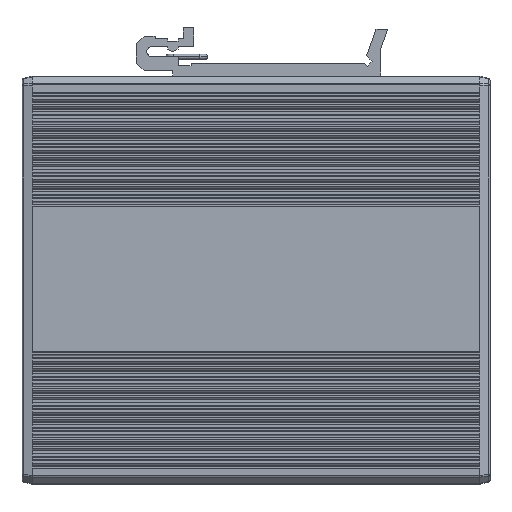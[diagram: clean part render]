
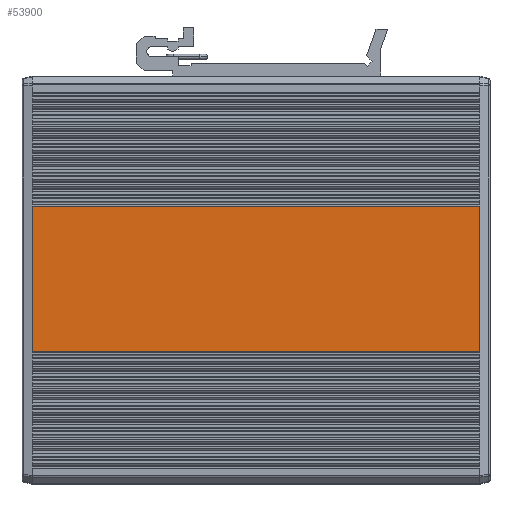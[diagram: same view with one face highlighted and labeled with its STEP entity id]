
A CAD part, left-side view. The second image highlights one B-rep face of the part: STEP entity #53900.
In plain terms, the highlighted planar face has unit normal (-1, 0, 0).
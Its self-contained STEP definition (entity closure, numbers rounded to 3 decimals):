
#8905=DIRECTION('',(0.,0.,-1.));
#8906=VECTOR('',#8905,28.);
#8907=CARTESIAN_POINT('',(-20.,-43.,8.5));
#8908=LINE('',#8907,#8906);
#8909=DIRECTION('',(0.,1.,0.));
#8910=VECTOR('',#8909,86.);
#8911=CARTESIAN_POINT('',(-20.,-43.,-19.5));
#8912=LINE('',#8911,#8910);
#8913=DIRECTION('',(0.,0.,1.));
#8914=VECTOR('',#8913,28.);
#8915=CARTESIAN_POINT('',(-20.,43.,-19.5));
#8916=LINE('',#8915,#8914);
#8917=DIRECTION('',(0.,1.,0.));
#8918=VECTOR('',#8917,86.);
#8919=CARTESIAN_POINT('',(-20.,-43.,8.5));
#8920=LINE('',#8919,#8918);
#38392=CARTESIAN_POINT('',(-20.,43.,-19.5));
#38393=CARTESIAN_POINT('',(-20.,43.,8.5));
#38394=VERTEX_POINT('',#38392);
#38395=VERTEX_POINT('',#38393);
#42273=CARTESIAN_POINT('',(-20.,-43.,8.5));
#42274=CARTESIAN_POINT('',(-20.,-43.,-19.5));
#42275=VERTEX_POINT('',#42273);
#42276=VERTEX_POINT('',#42274);
#53887=CARTESIAN_POINT('',(-20.,-43.,-22.5));
#53888=DIRECTION('',(-1.,0.,0.));
#53889=DIRECTION('',(0.,0.,1.));
#53890=AXIS2_PLACEMENT_3D('',#53887,#53888,#53889);
#53891=PLANE('',#53890);
#53892=ORIENTED_EDGE('',*,*,#52891,.T.);
#53894=ORIENTED_EDGE('',*,*,#53893,.T.);
#53896=ORIENTED_EDGE('',*,*,#53895,.T.);
#53897=ORIENTED_EDGE('',*,*,#53878,.F.);
#53898=EDGE_LOOP('',(#53892,#53894,#53896,#53897));
#53899=FACE_OUTER_BOUND('',#53898,.F.);
#53900=ADVANCED_FACE('',(#53899),#53891,.T.);
#52891=EDGE_CURVE('',#42275,#42276,#8908,.T.);
#53878=EDGE_CURVE('',#42275,#38395,#8920,.T.);
#53893=EDGE_CURVE('',#42276,#38394,#8912,.T.);
#53895=EDGE_CURVE('',#38394,#38395,#8916,.T.);
